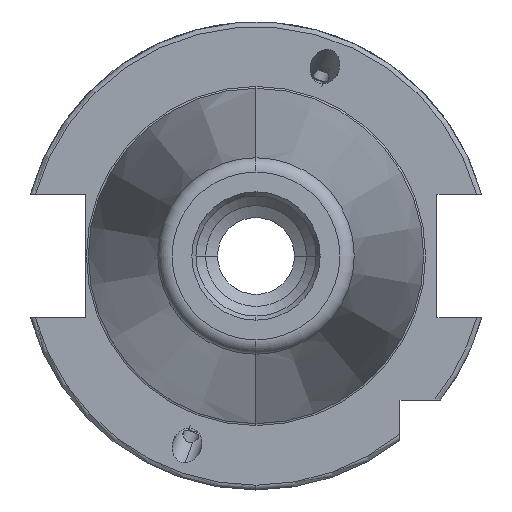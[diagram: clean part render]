
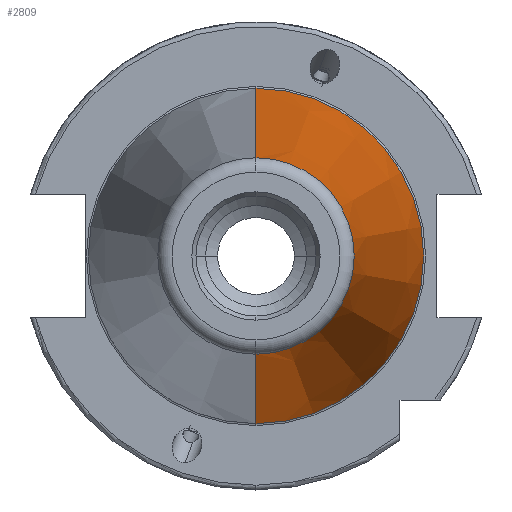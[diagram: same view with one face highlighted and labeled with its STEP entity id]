
A CAD part, left-side view. The second image highlights one B-rep face of the part: STEP entity #2809.
In plain terms, the highlighted conical face has half-angle 8.297 degrees and reference radius 34.925 mm.
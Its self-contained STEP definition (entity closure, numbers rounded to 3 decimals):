
#544 = ORIENTED_EDGE ( 'NONE', *, *, #2820, .T. ) ;
#1412 = CARTESIAN_POINT ( 'NONE',  ( -99.183, 0., -20.461 ) ) ;
#1431 = CARTESIAN_POINT ( 'NONE',  ( -99.183, 0., 20.461 ) ) ;
#1452 = CARTESIAN_POINT ( 'NONE',  ( 0., 0., 34.925 ) ) ;
#1473 = DIRECTION ( 'NONE',  ( 0., 0., 1. ) ) ;
#1474 = DIRECTION ( 'NONE',  ( 1., 0., 0. ) ) ;
#1475 = CARTESIAN_POINT ( 'NONE',  ( 0., 0., 0. ) ) ;
#1478 = AXIS2_PLACEMENT_3D ( 'NONE', #1475, #1474, #1473 ) ;
#1481 = CONICAL_SURFACE ( 'NONE', #1478, 34.925, 0.145 ) ;
#1482 = FACE_OUTER_BOUND ( 'NONE', #2810, .T. ) ;
#1500 = CARTESIAN_POINT ( 'NONE',  ( 0., 0., 0. ) ) ;
#1501 = DIRECTION ( 'NONE',  ( 0., 0., -1. ) ) ;
#1502 = DIRECTION ( 'NONE',  ( -1., 0., 0. ) ) ;
#1504 = DIRECTION ( 'NONE',  ( -1., 0., 0. ) ) ;
#1505 = AXIS2_PLACEMENT_3D ( 'NONE', #1500, #1502, #1501 ) ;
#1506 = CIRCLE ( 'NONE', #1505, 34.925 ) ;
#1525 = DIRECTION ( 'NONE',  ( 0., 0., -1. ) ) ;
#1549 = CARTESIAN_POINT ( 'NONE',  ( -99.183, 0., 0. ) ) ;
#1550 = AXIS2_PLACEMENT_3D ( 'NONE', #1549, #1504, #1525 ) ;
#1551 = CIRCLE ( 'NONE', #1550, 20.461 ) ;
#1553 = DIRECTION ( 'NONE',  ( 0.99, 0., -0.144 ) ) ;
#1554 = VECTOR ( 'NONE', #1553, 1000. ) ;
#1555 = CARTESIAN_POINT ( 'NONE',  ( 0., 0., -34.925 ) ) ;
#1556 = LINE ( 'NONE', #1555, #1554 ) ;
#1557 = CARTESIAN_POINT ( 'NONE',  ( 0., 0., -34.925 ) ) ;
#2153 = EDGE_CURVE ( 'NONE', #2788, #2798, #4456, .T. ) ;
#2160 = ORIENTED_EDGE ( 'NONE', *, *, #2153, .F. ) ;
#2786 = VERTEX_POINT ( 'NONE', #1412 ) ;
#2788 = VERTEX_POINT ( 'NONE', #1431 ) ;
#2798 = VERTEX_POINT ( 'NONE', #1452 ) ;
#2809 = ADVANCED_FACE ( 'NONE', ( #1482 ), #1481, .T. ) ;
#2810 = EDGE_LOOP ( 'NONE', ( #2856, #2858, #544, #2160 ) ) ;
#2820 = EDGE_CURVE ( 'NONE', #2851, #2798, #1506, .T. ) ;
#2851 = VERTEX_POINT ( 'NONE', #1557 ) ;
#2852 = EDGE_CURVE ( 'NONE', #2786, #2851, #1556, .T. ) ;
#2856 = ORIENTED_EDGE ( 'NONE', *, *, #2857, .F. ) ;
#2857 = EDGE_CURVE ( 'NONE', #2786, #2788, #1551, .T. ) ;
#2858 = ORIENTED_EDGE ( 'NONE', *, *, #2852, .T. ) ;
#4453 = DIRECTION ( 'NONE',  ( 0.99, 0., 0.144 ) ) ;
#4454 = VECTOR ( 'NONE', #4453, 1000. ) ;
#4455 = CARTESIAN_POINT ( 'NONE',  ( 0., 0., 34.925 ) ) ;
#4456 = LINE ( 'NONE', #4455, #4454 ) ;
